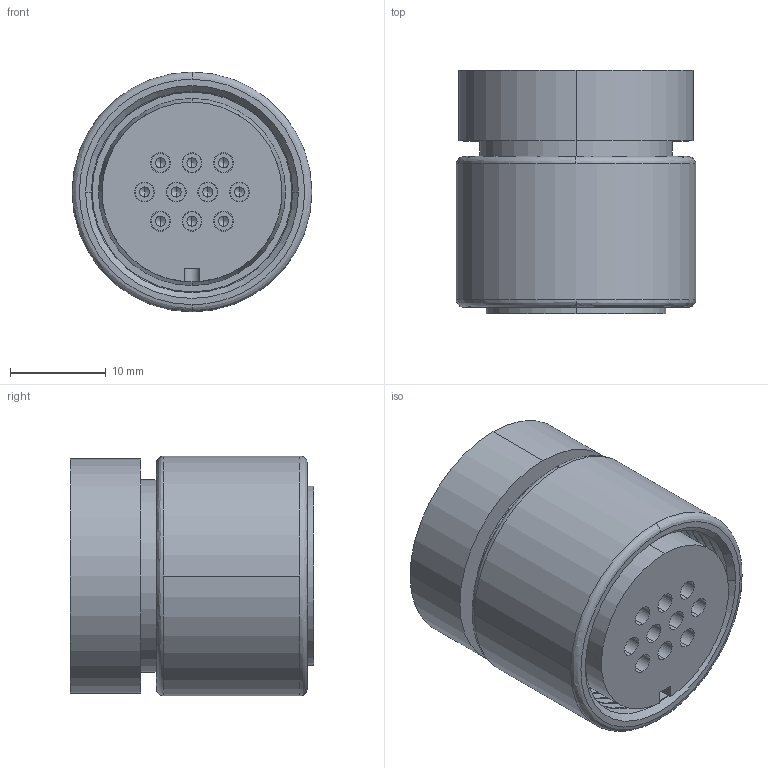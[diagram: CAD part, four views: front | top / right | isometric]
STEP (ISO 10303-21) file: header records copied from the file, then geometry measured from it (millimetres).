
FILE_DESCRIPTION (( 'STEP AP203' ), '1' );
FILE_NAME ('A8276-3-CN.STEP', '2014-04-07T16:53:16', ( '' ), ( '' ), 'SwSTEP 2.0', 'SolidWorks 2014', '' );
FILE_SCHEMA (( 'CONFIG_CONTROL_DESIGN' ));
Length unit declared in the file: inch
Products named in the file (1): A8276-3-CN
Bounding box: 25.04 x 25.4 x 25.04 mm (x, y, z)
Volume: 9491.6 mm3; surface area: 8651.1 mm2
Topology: 11 solids, 11 shells, 544 faces, 1296 edges, 798 vertices
Faces by surface type: cylinder 244, plane 181, cone 76, bspline 43
Entity records: 18184 total; most frequent: CARTESIAN_POINT 5688, DIRECTION 2581, ORIENTED_EDGE 2512, EDGE_CURVE 1256, AXIS2_PLACEMENT_3D 967, VERTEX_POINT 798, EDGE_LOOP 648, LINE 647
